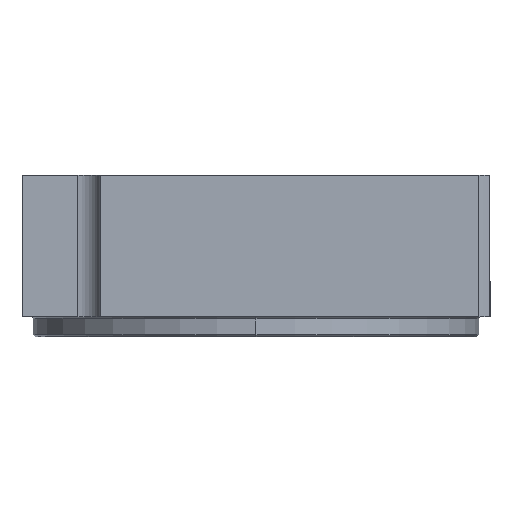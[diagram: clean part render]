
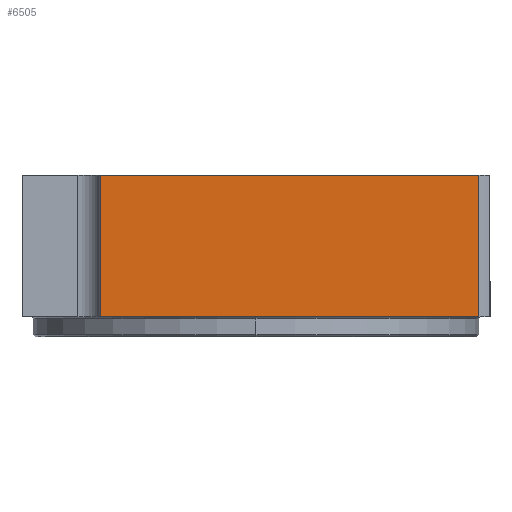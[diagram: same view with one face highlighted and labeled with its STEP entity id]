
A CAD part, left-side view. The second image highlights one B-rep face of the part: STEP entity #6505.
In plain terms, the highlighted planar face has unit normal (-1, 0, 0).
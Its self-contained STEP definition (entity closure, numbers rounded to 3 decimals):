
#572 = EDGE_LOOP ( 'NONE', ( #1112, #1102, #1103, #1123 ) ) ;
#1102 = ORIENTED_EDGE ( 'NONE', *, *, #1914, .T. ) ;
#1103 = ORIENTED_EDGE ( 'NONE', *, *, #1950, .T. ) ;
#1112 = ORIENTED_EDGE ( 'NONE', *, *, #1828, .F. ) ;
#1123 = ORIENTED_EDGE ( 'NONE', *, *, #1887, .F. ) ;
#1828 = EDGE_CURVE ( 'NONE', #8936, #9192, #2521, .T. ) ;
#1887 = EDGE_CURVE ( 'NONE', #9192, #9190, #2464, .T. ) ;
#1914 = EDGE_CURVE ( 'NONE', #8936, #9202, #2433, .T. ) ;
#1950 = EDGE_CURVE ( 'NONE', #9202, #9190, #2397, .T. ) ;
#2172 = FACE_OUTER_BOUND ( 'NONE', #572, .T. ) ;
#2396 = VECTOR ( 'NONE', #9965, 1000. ) ;
#2397 = LINE ( 'NONE', #9966, #2396 ) ;
#2430 = VECTOR ( 'NONE', #10291, 1000. ) ;
#2433 = LINE ( 'NONE', #10280, #2430 ) ;
#2459 = VECTOR ( 'NONE', #10554, 1000. ) ;
#2464 = LINE ( 'NONE', #10555, #2459 ) ;
#2519 = VECTOR ( 'NONE', #11705, 1000. ) ;
#2521 = LINE ( 'NONE', #11704, #2519 ) ;
#2814 = CARTESIAN_POINT ( 'NONE',  ( -21., 14., -6.35 ) ) ;
#2816 = CARTESIAN_POINT ( 'NONE',  ( -21., -20., 6.35 ) ) ;
#2817 = CARTESIAN_POINT ( 'NONE',  ( -21., -20., -6.35 ) ) ;
#3700 = CARTESIAN_POINT ( 'NONE',  ( -21., 14., 6.35 ) ) ;
#5247 = DIRECTION ( 'NONE',  ( 0., 0., -1. ) ) ;
#5249 = DIRECTION ( 'NONE',  ( 1., 0., 0. ) ) ;
#5253 = PLANE ( 'NONE',  #10814 ) ;
#5277 = CARTESIAN_POINT ( 'NONE',  ( -21., -21., 6.35 ) ) ;
#6505 = ADVANCED_FACE ( 'NONE', ( #2172 ), #5253, .F. ) ;
#8936 = VERTEX_POINT ( 'NONE', #3700 ) ;
#9190 = VERTEX_POINT ( 'NONE', #2817 ) ;
#9192 = VERTEX_POINT ( 'NONE', #2816 ) ;
#9202 = VERTEX_POINT ( 'NONE', #2814 ) ;
#9965 = DIRECTION ( 'NONE',  ( 0., -1., 0. ) ) ;
#9966 = CARTESIAN_POINT ( 'NONE',  ( -21., -21., -6.35 ) ) ;
#10280 = CARTESIAN_POINT ( 'NONE',  ( -21., 14., 6.35 ) ) ;
#10291 = DIRECTION ( 'NONE',  ( 0., 0., -1. ) ) ;
#10554 = DIRECTION ( 'NONE',  ( 0., 0., -1. ) ) ;
#10555 = CARTESIAN_POINT ( 'NONE',  ( -21., -20., -6.35 ) ) ;
#10814 = AXIS2_PLACEMENT_3D ( 'NONE', #5277, #5249, #5247 ) ;
#11704 = CARTESIAN_POINT ( 'NONE',  ( -21., -21., 6.35 ) ) ;
#11705 = DIRECTION ( 'NONE',  ( 0., -1., 0. ) ) ;
